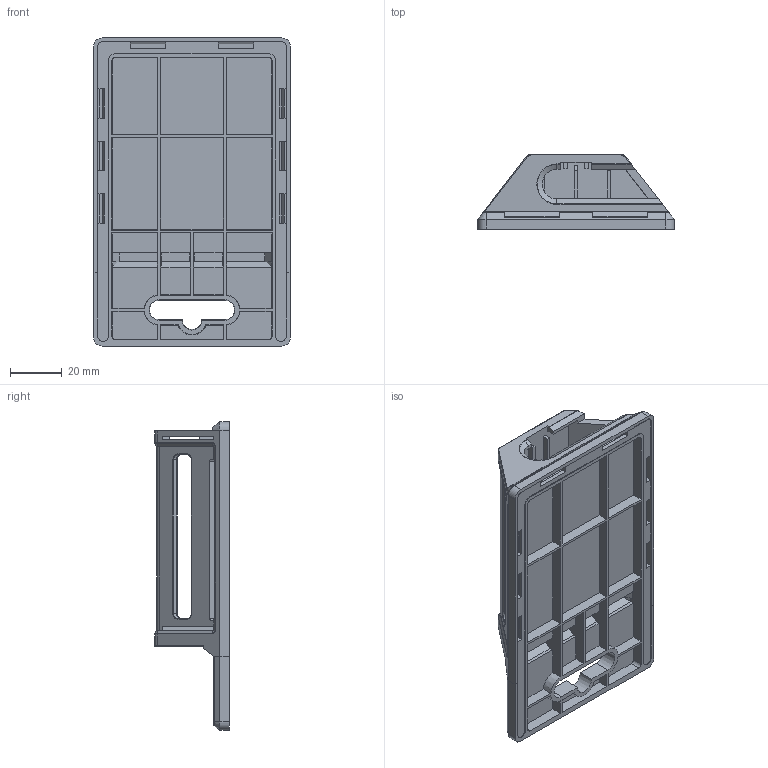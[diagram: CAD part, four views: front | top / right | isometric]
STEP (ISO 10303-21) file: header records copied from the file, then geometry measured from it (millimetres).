
FILE_DESCRIPTION(/* description */ (''),/* implementation_level */ '2;1');
FILE_NAME(/* name */ 'dispenser 4 v25.step',/* time_stamp */ '2025-05-01T23:12:41-04:00',/* author */ (''),/* organization */ (''),/* preprocessor_version */ 'ST-DEVELOPER v20.1',/* originating_system */ 'Autodesk Translation Framework v14.4.0.0',/* authorisation */ '');
FILE_SCHEMA (('AUTOMOTIVE_DESIGN { 1 0 10303 214 3 1 1 }'));
Length unit declared in the file: inch
Products named in the file (3): dispenser 4; Component5; Component6
Assembly tree (2 placements, depth 2):
  dispenser 4
    Component5
    Component6
Bounding box: 76.03 x 28.99 x 119.38 mm (x, y, z)
Volume: 46639.4 mm3; surface area: 48885.8 mm2
Topology: 2 solids, 2 shells, 668 faces, 1883 edges, 1190 vertices
Faces by surface type: plane 514, cylinder 76, bspline 40, cone 21, torus 17
Entity records: 22124 total; most frequent: CARTESIAN_POINT 4920, ORIENTED_EDGE 3750, DIRECTION 3293, EDGE_CURVE 1875, LINE 1595, VECTOR 1595, VERTEX_POINT 1190, AXIS2_PLACEMENT_3D 849
